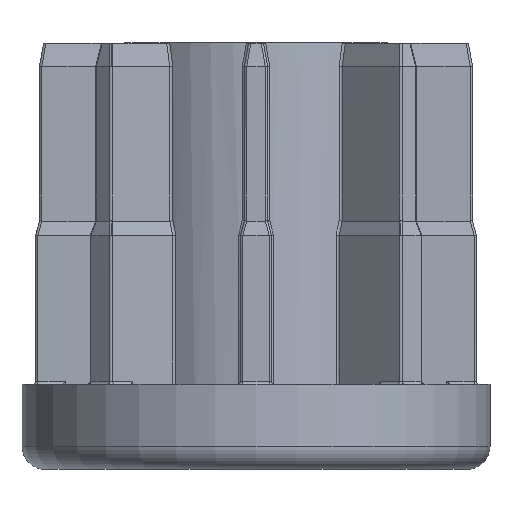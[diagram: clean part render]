
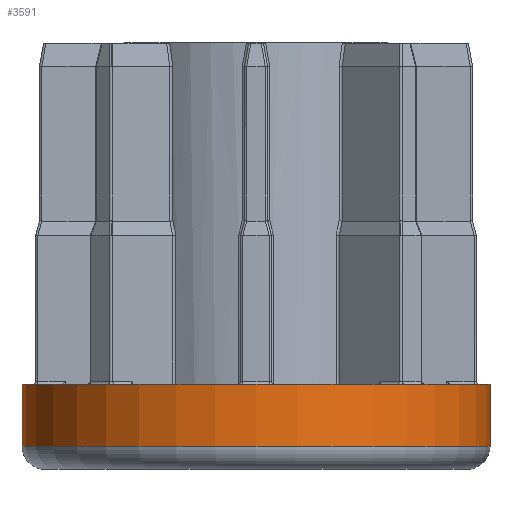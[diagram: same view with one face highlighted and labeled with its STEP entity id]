
A CAD part, front view. The second image highlights one B-rep face of the part: STEP entity #3591.
In plain terms, the highlighted cylindrical face has radius 30.15 mm (diameter 60.3 mm), a partial arc.
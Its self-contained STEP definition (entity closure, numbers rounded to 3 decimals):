
#80 = DIRECTION ( 'NONE',  ( 0., 0., -1. ) ) ;
#383 = CARTESIAN_POINT ( 'NONE',  ( 0., 0., 11. ) ) ;
#694 = FACE_OUTER_BOUND ( 'NONE', #3410, .T. ) ;
#699 = CARTESIAN_POINT ( 'NONE',  ( -30.15, 0., 11. ) ) ;
#733 = CYLINDRICAL_SURFACE ( 'NONE', #6626, 30.15 ) ;
#942 = DIRECTION ( 'NONE',  ( 1., 0., 0. ) ) ;
#1221 = CARTESIAN_POINT ( 'NONE',  ( 30.15, 0., 11. ) ) ;
#1399 = EDGE_CURVE ( 'NONE', #8861, #8081, #3846, .T. ) ;
#1401 = VECTOR ( 'NONE', #10305, 1000. ) ;
#1405 = DIRECTION ( 'NONE',  ( 0., 0., -1. ) ) ;
#1411 = LINE ( 'NONE', #3147, #1401 ) ;
#1425 = VECTOR ( 'NONE', #80, 1000. ) ;
#1550 = LINE ( 'NONE', #6174, #1425 ) ;
#1580 = CARTESIAN_POINT ( 'NONE',  ( -30.15, 0., 3. ) ) ;
#3147 = CARTESIAN_POINT ( 'NONE',  ( 30.15, 0., 11. ) ) ;
#3410 = EDGE_LOOP ( 'NONE', ( #4691, #6978, #3752, #4534 ) ) ;
#3591 = ADVANCED_FACE ( 'NONE', ( #694 ), #733, .T. ) ;
#3752 = ORIENTED_EDGE ( 'NONE', *, *, #10531, .T. ) ;
#3846 = CIRCLE ( 'NONE', #3974, 30.15 ) ;
#3974 = AXIS2_PLACEMENT_3D ( 'NONE', #7891, #13247, #8016 ) ;
#4534 = ORIENTED_EDGE ( 'NONE', *, *, #1399, .T. ) ;
#4610 = VERTEX_POINT ( 'NONE', #1221 ) ;
#4691 = ORIENTED_EDGE ( 'NONE', *, *, #10545, .F. ) ;
#6174 = CARTESIAN_POINT ( 'NONE',  ( -30.15, 0., 11. ) ) ;
#6472 = DIRECTION ( 'NONE',  ( -1., 0., 0. ) ) ;
#6626 = AXIS2_PLACEMENT_3D ( 'NONE', #383, #1405, #6472 ) ;
#6978 = ORIENTED_EDGE ( 'NONE', *, *, #10899, .F. ) ;
#7022 = DIRECTION ( 'NONE',  ( 0., 0., 1. ) ) ;
#7891 = CARTESIAN_POINT ( 'NONE',  ( 0., 0., 3. ) ) ;
#8016 = DIRECTION ( 'NONE',  ( 1., 0., 0. ) ) ;
#8081 = VERTEX_POINT ( 'NONE', #10939 ) ;
#8861 = VERTEX_POINT ( 'NONE', #1580 ) ;
#10305 = DIRECTION ( 'NONE',  ( 0., 0., -1. ) ) ;
#10386 = VERTEX_POINT ( 'NONE', #699 ) ;
#10531 = EDGE_CURVE ( 'NONE', #10386, #8861, #1550, .T. ) ;
#10545 = EDGE_CURVE ( 'NONE', #4610, #8081, #1411, .T. ) ;
#10899 = EDGE_CURVE ( 'NONE', #10386, #4610, #11294, .T. ) ;
#10939 = CARTESIAN_POINT ( 'NONE',  ( 30.15, 0., 3. ) ) ;
#11143 = AXIS2_PLACEMENT_3D ( 'NONE', #13179, #7022, #942 ) ;
#11294 = CIRCLE ( 'NONE', #11143, 30.15 ) ;
#13179 = CARTESIAN_POINT ( 'NONE',  ( 0., 0., 11. ) ) ;
#13247 = DIRECTION ( 'NONE',  ( 0., 0., 1. ) ) ;
